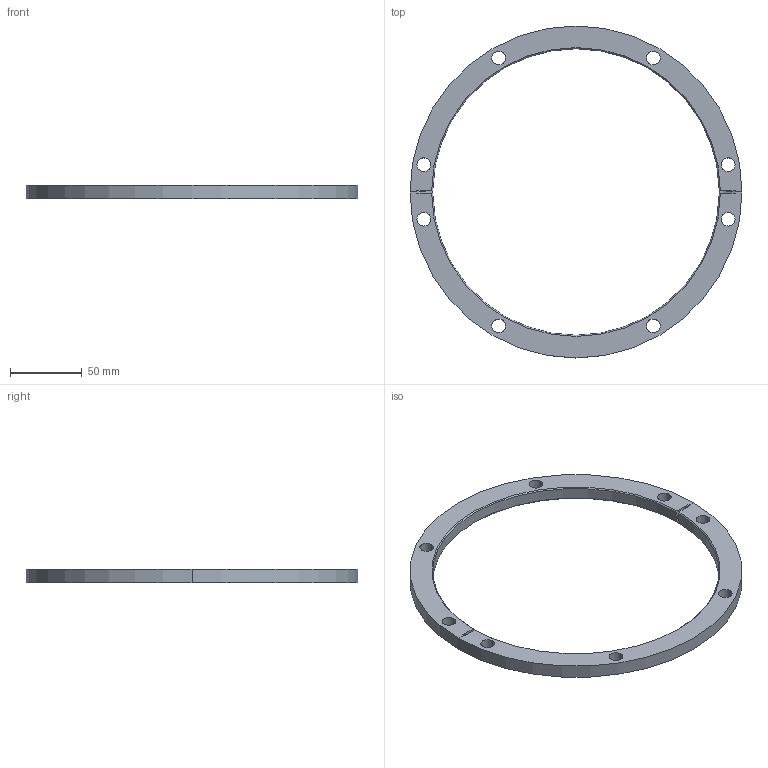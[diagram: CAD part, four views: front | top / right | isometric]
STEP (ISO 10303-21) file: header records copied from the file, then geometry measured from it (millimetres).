
FILE_DESCRIPTION (( 'STEP AP203' ), '1' );
FILE_NAME ('F463.STEP', '2022-04-26T21:30:07', ( '' ), ( '' ), 'SwSTEP 2.0', 'SolidWorks 2020', '' );
FILE_SCHEMA (( 'CONFIG_CONTROL_DESIGN' ));
Length unit declared in the file: inch
Products named in the file (1): F463
Bounding box: 231.78 x 231.78 x 9.58 mm (x, y, z)
Volume: 97082.5 mm3; surface area: 35292 mm2
Topology: 1 solids, 1 shells, 48 faces, 136 edges, 88 vertices
Faces by surface type: plane 24, cylinder 20, cone 4
Entity records: 1691 total; most frequent: CARTESIAN_POINT 297, DIRECTION 278, ORIENTED_EDGE 272, EDGE_CURVE 136, AXIS2_PLACEMENT_3D 101, VERTEX_POINT 88, VECTOR 76, LINE 76
